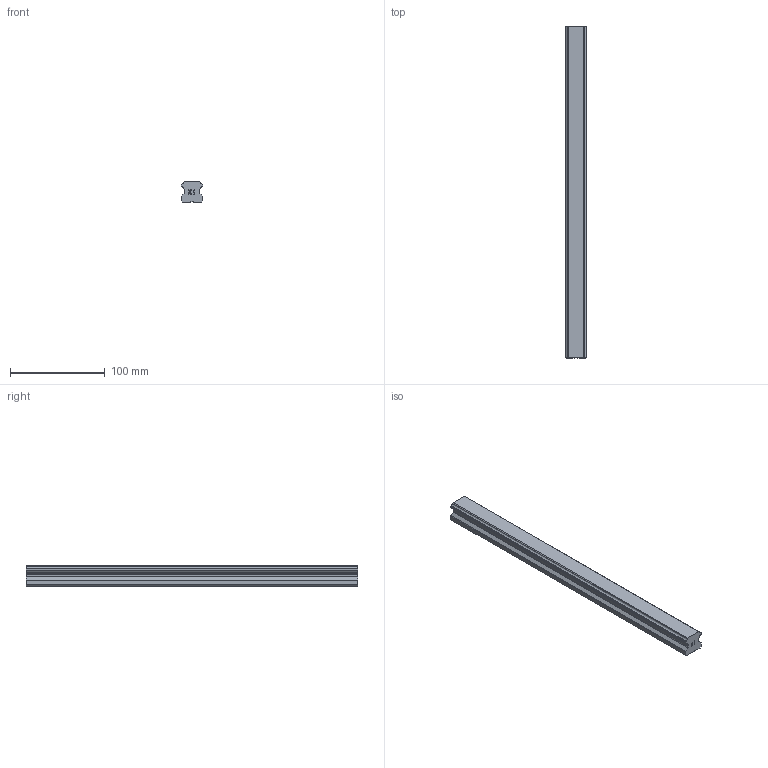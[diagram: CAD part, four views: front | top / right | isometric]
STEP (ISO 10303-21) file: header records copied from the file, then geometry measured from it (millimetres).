
FILE_DESCRIPTION(('STEP AP214'),'1');
FILE_NAME('cctmp_A24965C0-F76B-421D-8CEF-30402CD48E1C_2021_01_25_12_53_31_0563..stp','2021-01-25T11:53:31',('HIWIN GmbH'),('CADClick - www.CADClick.com'),'Spatial InterOp 3D',' ','unknown authorization');
FILE_SCHEMA(('AUTOMOTIVE_DESIGN'));
Length unit declared in the file: millimetre
Products named in the file (1): HGR25T350C_FILE
Bounding box: 23 x 350 x 22 mm (x, y, z)
Volume: 151281.4 mm3; surface area: 34030.1 mm2
Topology: 1 solids, 1 shells, 153 faces, 447 edges, 288 vertices
Faces by surface type: plane 107, cylinder 34, cone 12
Entity records: 6225 total; most frequent: CARTESIAN_POINT 877, ORIENTED_EDGE 870, DIRECTION 859, EDGE_CURVE 435, LINE 319, VECTOR 319, VERTEX_POINT 288, AXIS2_PLACEMENT_3D 270
